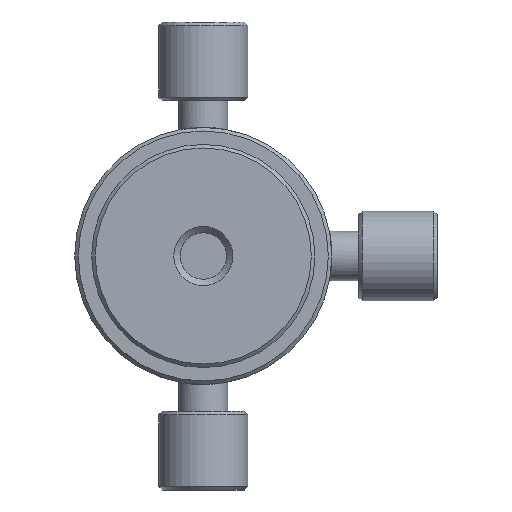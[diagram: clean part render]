
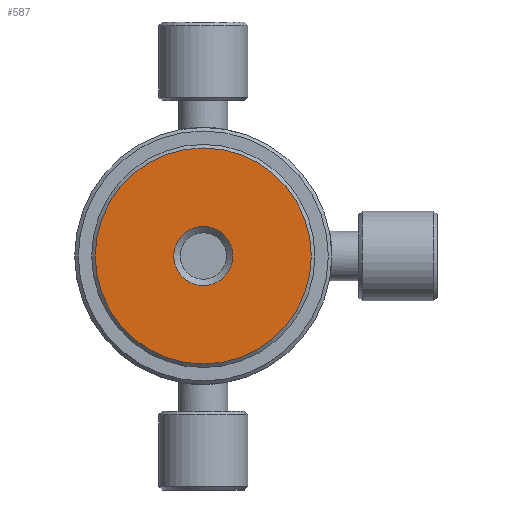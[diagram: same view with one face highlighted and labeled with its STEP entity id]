
A CAD part, left-side view. The second image highlights one B-rep face of the part: STEP entity #587.
In plain terms, the highlighted planar face has unit normal (-1, 0, 0).
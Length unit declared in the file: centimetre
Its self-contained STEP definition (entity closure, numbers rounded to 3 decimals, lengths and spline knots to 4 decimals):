
#68=FACE_BOUND('',#264,.T.);
#184=FACE_OUTER_BOUND('',#263,.T.);
#263=EDGE_LOOP('',(#529));
#264=EDGE_LOOP('',(#530));
#295=CIRCLE('',#654,0.21);
#299=CIRCLE('',#661,0.7684);
#347=VERTEX_POINT('',#1110);
#351=VERTEX_POINT('',#1121);
#405=EDGE_CURVE('',#347,#347,#295,.T.);
#409=EDGE_CURVE('',#351,#351,#299,.T.);
#529=ORIENTED_EDGE('',*,*,#409,.F.);
#530=ORIENTED_EDGE('',*,*,#405,.T.);
#543=PLANE('',#673);
#587=ADVANCED_FACE('',(#184,#68),#543,.T.);
#654=AXIS2_PLACEMENT_3D('',#1111,#804,#805);
#661=AXIS2_PLACEMENT_3D('',#1122,#818,#819);
#673=AXIS2_PLACEMENT_3D('',#1139,#842,#843);
#804=DIRECTION('center_axis',(1.,0.,0.));
#805=DIRECTION('ref_axis',(0.,-1.,0.));
#818=DIRECTION('center_axis',(1.,0.,0.));
#819=DIRECTION('ref_axis',(0.,0.,-1.));
#842=DIRECTION('center_axis',(-1.,0.,0.));
#843=DIRECTION('ref_axis',(0.,0.,1.));
#1110=CARTESIAN_POINT('',(0.,-0.21,0.));
#1111=CARTESIAN_POINT('Origin',(0.,0.,0.));
#1121=CARTESIAN_POINT('',(0.,0.7684,0.));
#1122=CARTESIAN_POINT('Origin',(0.,0.,0.));
#1139=CARTESIAN_POINT('Origin',(0.,0.7684,0.));
